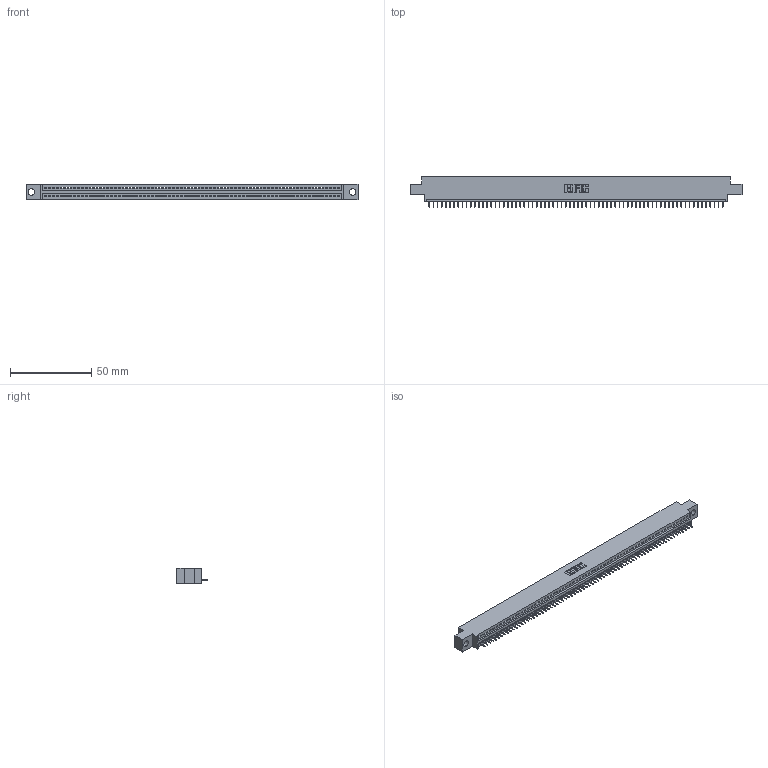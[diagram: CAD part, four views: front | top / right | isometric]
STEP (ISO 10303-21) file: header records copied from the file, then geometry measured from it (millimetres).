
FILE_DESCRIPTION (( 'STEP AP203' ), '1' );
FILE_NAME ('845-072-525-604.STEP', '2020-09-23T23:36:09', ( '' ), ( '' ), 'SwSTEP 2.0', 'SolidWorks 2020', '' );
FILE_SCHEMA (( 'CONFIG_CONTROL_DESIGN' ));
Length unit declared in the file: inch
Products named in the file (3): 345-292-001_345-293-125; 845 Part_0.170 Offset - 0.156 Dia-TH; 845-072-525-604
Assembly tree (73 placements, depth 2):
  845-072-525-604
    845 Part_0.170 Offset - 0.156 Dia-TH
    345-292-001_345-293-125  x72
Bounding box: 204.09 x 18.72 x 9.4 mm (x, y, z)
Volume: 19135.1 mm3; surface area: 24791.6 mm2
Topology: 73 solids, 73 shells, 4594 faces, 13313 edges, 8586 vertices
Faces by surface type: plane 3396, cylinder 1198
Entity records: 50359 total; most frequent: ORIENTED_EDGE 8734, CARTESIAN_POINT 8728, DIRECTION 7579, EDGE_CURVE 4367, VECTOR 3951, LINE 3951, VERTEX_POINT 2906, AXIS2_PLACEMENT_3D 1814
